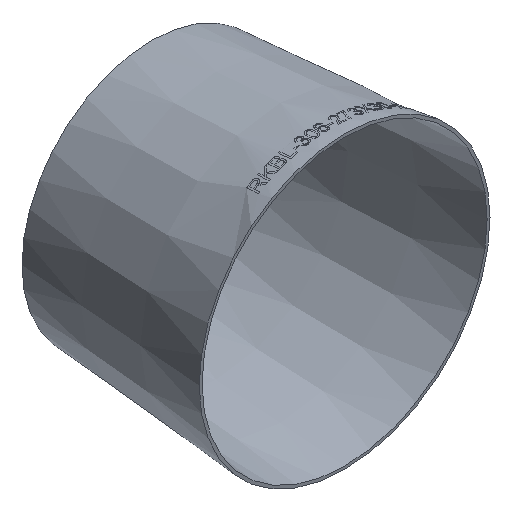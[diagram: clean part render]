
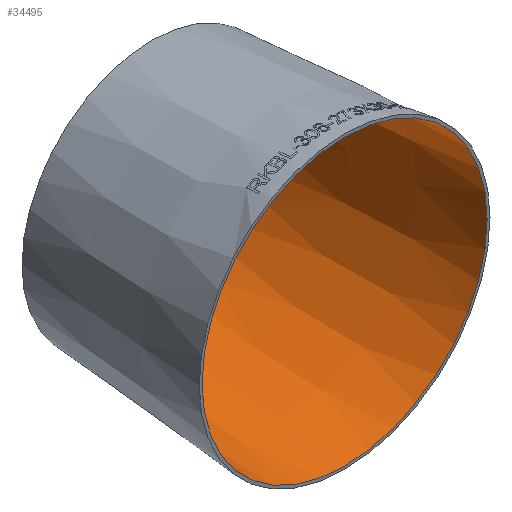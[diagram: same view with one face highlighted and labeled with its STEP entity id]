
A CAD part, isometric view. The second image highlights one B-rep face of the part: STEP entity #34495.
In plain terms, the highlighted conical face has half-angle 4.647 degrees and reference radius 149.99 mm.
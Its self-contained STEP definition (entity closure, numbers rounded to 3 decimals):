
#288 = CARTESIAN_POINT ( 'NONE',  ( 0., 0., 0. ) ) ;
#730 = DIRECTION ( 'NONE',  ( 0., 0., -1. ) ) ;
#3435 = CARTESIAN_POINT ( 'NONE',  ( 0., 0., -149.99 ) ) ;
#4287 = DIRECTION ( 'NONE',  ( 0., -1., 0. ) ) ;
#9316 = DIRECTION ( 'NONE',  ( 0., -1., 0. ) ) ;
#13435 = FACE_OUTER_BOUND ( 'NONE', #42600, .T. ) ;
#13673 = CARTESIAN_POINT ( 'NONE',  ( 0., 203., -133.49 ) ) ;
#15838 = AXIS2_PLACEMENT_3D ( 'NONE', #39808, #9316, #20020 ) ;
#16769 = CARTESIAN_POINT ( 'NONE',  ( 0., 0., 0. ) ) ;
#17218 = EDGE_CURVE ( 'NONE', #37892, #37892, #36397, .T. ) ;
#20020 = DIRECTION ( 'NONE',  ( 0., 0., -1. ) ) ;
#21019 = CONICAL_SURFACE ( 'NONE', #35950, 149.99, 0.081 ) ;
#21804 = ORIENTED_EDGE ( 'NONE', *, *, #30806, .T. ) ;
#22999 = DIRECTION ( 'NONE',  ( 0., -1., 0. ) ) ;
#23915 = VERTEX_POINT ( 'NONE', #3435 ) ;
#25209 = CIRCLE ( 'NONE', #40129, 149.99 ) ;
#27213 = DIRECTION ( 'NONE',  ( 0., 0., -1. ) ) ;
#30806 = EDGE_CURVE ( 'NONE', #23915, #23915, #25209, .T. ) ;
#30981 = FACE_BOUND ( 'NONE', #40663, .T. ) ;
#31372 = ORIENTED_EDGE ( 'NONE', *, *, #17218, .F. ) ;
#34495 = ADVANCED_FACE ( 'NONE', ( #30981, #13435 ), #21019, .F. ) ;
#35950 = AXIS2_PLACEMENT_3D ( 'NONE', #288, #4287, #730 ) ;
#36397 = CIRCLE ( 'NONE', #15838, 133.49 ) ;
#37892 = VERTEX_POINT ( 'NONE', #13673 ) ;
#39808 = CARTESIAN_POINT ( 'NONE',  ( 0., 203., 0. ) ) ;
#40129 = AXIS2_PLACEMENT_3D ( 'NONE', #16769, #22999, #27213 ) ;
#40663 = EDGE_LOOP ( 'NONE', ( #31372 ) ) ;
#42600 = EDGE_LOOP ( 'NONE', ( #21804 ) ) ;
